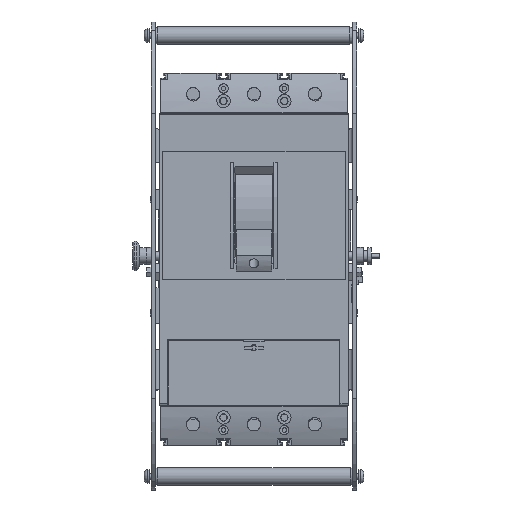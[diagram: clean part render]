
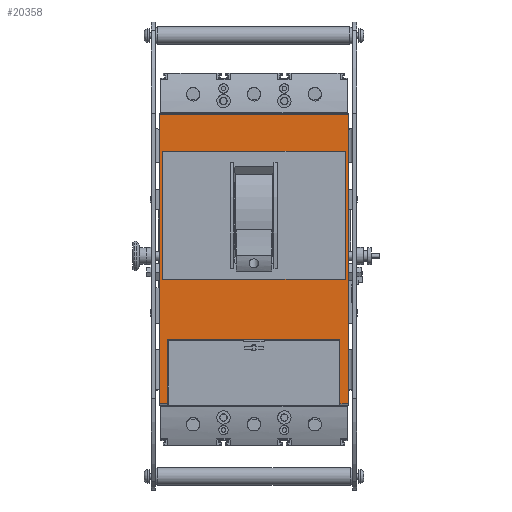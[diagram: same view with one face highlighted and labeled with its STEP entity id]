
A CAD part, top view. The second image highlights one B-rep face of the part: STEP entity #20358.
In plain terms, the highlighted planar face has unit normal (0, 0, 1).
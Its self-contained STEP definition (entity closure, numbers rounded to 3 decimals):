
#1823=ORIENTED_EDGE('',*,*,#7666,.F.);
#1824=ORIENTED_EDGE('',*,*,#7667,.F.);
#1825=ORIENTED_EDGE('',*,*,#7668,.T.);
#1826=ORIENTED_EDGE('',*,*,#7669,.T.);
#1827=ORIENTED_EDGE('',*,*,#7670,.F.);
#1828=ORIENTED_EDGE('',*,*,#7671,.T.);
#1829=ORIENTED_EDGE('',*,*,#7672,.F.);
#1830=ORIENTED_EDGE('',*,*,#7673,.F.);
#1831=ORIENTED_EDGE('',*,*,#7664,.T.);
#1832=ORIENTED_EDGE('',*,*,#6838,.T.);
#1833=ORIENTED_EDGE('',*,*,#7213,.F.);
#1834=ORIENTED_EDGE('',*,*,#7674,.F.);
#6838=EDGE_CURVE('',#9804,#9803,#11810,.T.);
#7213=EDGE_CURVE('',#10168,#9803,#12081,.T.);
#7664=EDGE_CURVE('',#10562,#9804,#12463,.T.);
#7666=EDGE_CURVE('',#10563,#10564,#12464,.T.);
#7667=EDGE_CURVE('',#10565,#10563,#12465,.T.);
#7668=EDGE_CURVE('',#10565,#10566,#12466,.T.);
#7669=EDGE_CURVE('',#10566,#10564,#12467,.T.);
#7670=EDGE_CURVE('',#10567,#10568,#12468,.T.);
#7671=EDGE_CURVE('',#10567,#10569,#12469,.T.);
#7672=EDGE_CURVE('',#10570,#10569,#12470,.T.);
#7673=EDGE_CURVE('',#10562,#10570,#12471,.T.);
#7674=EDGE_CURVE('',#10568,#10168,#12472,.T.);
#9803=VERTEX_POINT('',#28974);
#9804=VERTEX_POINT('',#28976);
#10168=VERTEX_POINT('',#29746);
#10562=VERTEX_POINT('',#30799);
#10563=VERTEX_POINT('',#30803);
#10564=VERTEX_POINT('',#30804);
#10565=VERTEX_POINT('',#30806);
#10566=VERTEX_POINT('',#30808);
#10567=VERTEX_POINT('',#30811);
#10568=VERTEX_POINT('',#30812);
#10569=VERTEX_POINT('',#30814);
#10570=VERTEX_POINT('',#30816);
#11810=LINE('',#28975,#14206);
#12081=LINE('',#29748,#14477);
#12463=LINE('',#30798,#14859);
#12464=LINE('',#30802,#14860);
#12465=LINE('',#30805,#14861);
#12466=LINE('',#30807,#14862);
#12467=LINE('',#30809,#14863);
#12468=LINE('',#30810,#14864);
#12469=LINE('',#30813,#14865);
#12470=LINE('',#30815,#14866);
#12471=LINE('',#30817,#14867);
#12472=LINE('',#30818,#14868);
#14206=VECTOR('',#23167,1000.);
#14477=VECTOR('',#23710,1000.);
#14859=VECTOR('',#24318,1000.);
#14860=VECTOR('',#24323,1000.);
#14861=VECTOR('',#24324,1000.);
#14862=VECTOR('',#24325,1000.);
#14863=VECTOR('',#24326,1000.);
#14864=VECTOR('',#24327,1000.);
#14865=VECTOR('',#24328,1000.);
#14866=VECTOR('',#24329,1000.);
#14867=VECTOR('',#24330,1000.);
#14868=VECTOR('',#24331,1000.);
#16717=EDGE_LOOP('',(#1823,#1824,#1825,#1826));
#16718=EDGE_LOOP('',(#1827,#1828,#1829,#1830,#1831,#1832,#1833,#1834));
#18124=FACE_BOUND('',#16717,.T.);
#18125=FACE_BOUND('',#16718,.T.);
#19452=PLANE('',#21684);
#20358=ADVANCED_FACE('',(#18124,#18125),#19452,.F.);
#21684=AXIS2_PLACEMENT_3D('',#30801,#24321,#24322);
#23167=DIRECTION('',(0.,-1.,0.));
#23710=DIRECTION('',(-1.,0.,0.));
#24318=DIRECTION('',(-1.,0.,0.));
#24321=DIRECTION('',(0.,0.,-1.));
#24322=DIRECTION('',(-1.,0.,0.));
#24323=DIRECTION('',(-1.,0.,0.));
#24324=DIRECTION('',(0.,1.,0.));
#24325=DIRECTION('',(-1.,0.,0.));
#24326=DIRECTION('',(0.,1.,0.));
#24327=DIRECTION('',(-1.,0.,0.));
#24328=DIRECTION('',(0.,-1.,0.));
#24329=DIRECTION('',(-1.,0.,0.));
#24330=DIRECTION('',(0.,-1.,0.));
#24331=DIRECTION('',(0.,-1.,0.));
#28974=CARTESIAN_POINT('',(0.,30.5,120.5));
#28975=CARTESIAN_POINT('',(0.,244.5,120.5));
#28976=CARTESIAN_POINT('',(0.,244.5,120.5));
#29746=CARTESIAN_POINT('',(6.4,30.5,120.5));
#29748=CARTESIAN_POINT('',(139.,30.5,120.5));
#30798=CARTESIAN_POINT('',(139.,244.5,120.5));
#30799=CARTESIAN_POINT('',(140.,244.5,120.5));
#30801=CARTESIAN_POINT('',(139.,244.5,120.5));
#30802=CARTESIAN_POINT('',(137.5,217.5,120.5));
#30803=CARTESIAN_POINT('',(137.5,217.5,120.5));
#30804=CARTESIAN_POINT('',(2.5,217.5,120.5));
#30805=CARTESIAN_POINT('',(137.5,122.5,120.5));
#30806=CARTESIAN_POINT('',(137.5,122.5,120.5));
#30807=CARTESIAN_POINT('',(137.5,122.5,120.5));
#30808=CARTESIAN_POINT('',(2.5,122.5,120.5));
#30809=CARTESIAN_POINT('',(2.5,122.5,120.5));
#30810=CARTESIAN_POINT('',(133.6,78.,120.5));
#30811=CARTESIAN_POINT('',(133.6,78.,120.5));
#30812=CARTESIAN_POINT('',(6.4,78.,120.5));
#30813=CARTESIAN_POINT('',(133.6,78.,120.5));
#30814=CARTESIAN_POINT('',(133.6,30.5,120.5));
#30815=CARTESIAN_POINT('',(139.,30.5,120.5));
#30816=CARTESIAN_POINT('',(140.,30.5,120.5));
#30817=CARTESIAN_POINT('',(140.,244.5,120.5));
#30818=CARTESIAN_POINT('',(6.4,78.,120.5));
